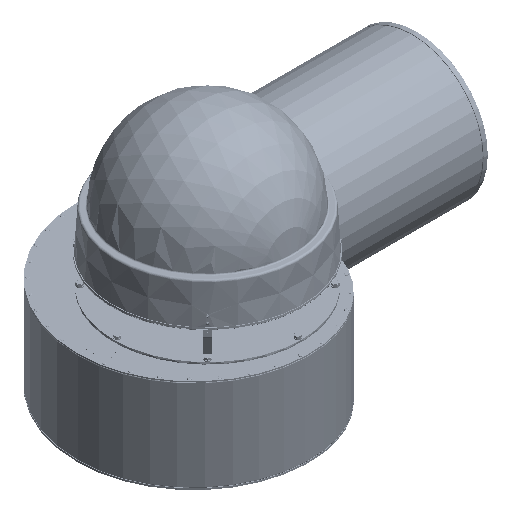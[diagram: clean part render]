
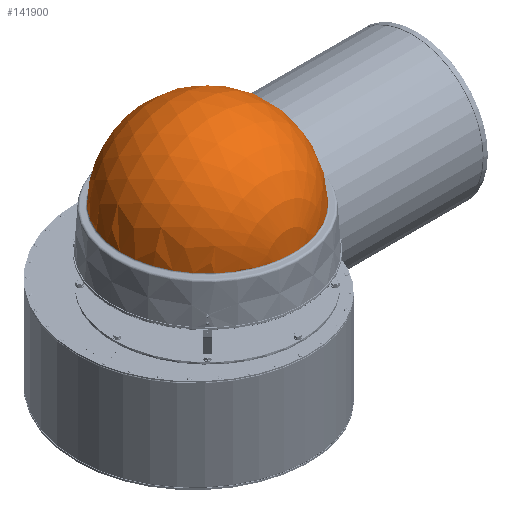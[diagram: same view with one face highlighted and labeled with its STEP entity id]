
A CAD part, isometric view. The second image highlights one B-rep face of the part: STEP entity #141900.
In plain terms, the highlighted spherical face has radius 210 mm.
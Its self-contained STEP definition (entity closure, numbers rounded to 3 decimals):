
#14=SPHERICAL_SURFACE('',#154004,210.);
#14685=FACE_OUTER_BOUND('',#23238,.T.);
#23238=EDGE_LOOP('',(#103572));
#52766=CIRCLE('',#154002,209.979);
#60108=VERTEX_POINT('',#228881);
#75934=EDGE_CURVE('',#60108,#60108,#52766,.T.);
#103572=ORIENTED_EDGE('',*,*,#75934,.T.);
#141900=ADVANCED_FACE('',(#14685),#14,.T.);
#154002=AXIS2_PLACEMENT_3D('',#228882,#177623,#177624);
#154004=AXIS2_PLACEMENT_3D('',#228884,#177627,#177628);
#177623=DIRECTION('center_axis',(0.,0.,
1.));
#177624=DIRECTION('ref_axis',(-1.,0.03,0.));
#177627=DIRECTION('center_axis',(-0.03,-1.,
0.));
#177628=DIRECTION('ref_axis',(1.,-0.03,0.));
#228881=CARTESIAN_POINT('',(6.359,209.883,182.458));
#228882=CARTESIAN_POINT('Origin',(0.,0.,
182.458));
#228884=CARTESIAN_POINT('Origin',(0.,0.,
179.5));
